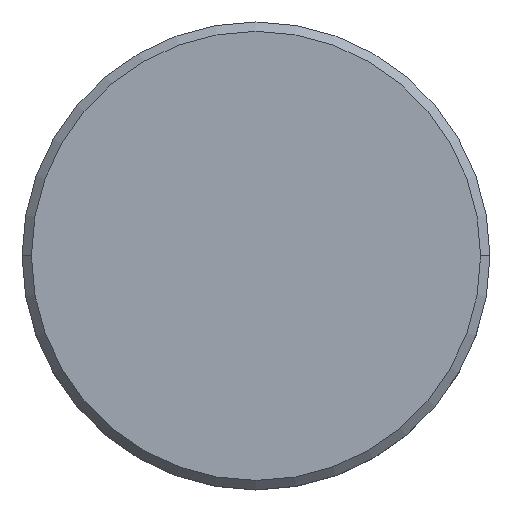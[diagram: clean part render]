
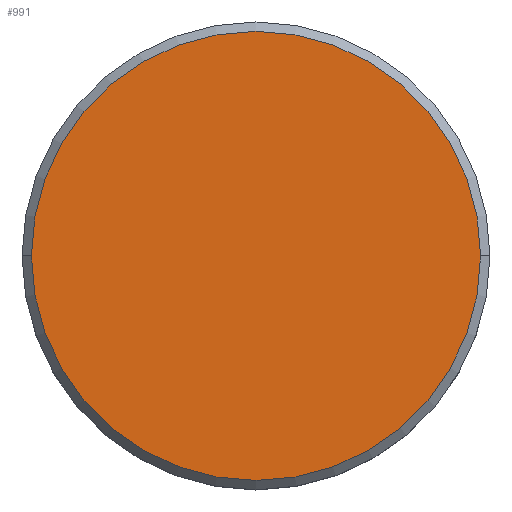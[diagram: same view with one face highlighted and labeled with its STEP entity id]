
A CAD part, top view. The second image highlights one B-rep face of the part: STEP entity #991.
In plain terms, the highlighted planar face has unit normal (0, 0, 1).
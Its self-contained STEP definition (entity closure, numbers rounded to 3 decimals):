
#45 = CIRCLE ( 'NONE', #656, 12. ) ;
#128 = DIRECTION ( 'NONE',  ( 1., 0., 0. ) ) ;
#177 = AXIS2_PLACEMENT_3D ( 'NONE', #1050, #1058, #232 ) ;
#232 = DIRECTION ( 'NONE',  ( 1., 0., 0. ) ) ;
#313 = CARTESIAN_POINT ( 'NONE',  ( 0., 0., 0. ) ) ;
#394 = ORIENTED_EDGE ( 'NONE', *, *, #837, .T. ) ;
#405 = CARTESIAN_POINT ( 'NONE',  ( 12., 0., 0. ) ) ;
#496 = EDGE_LOOP ( 'NONE', ( #394, #618 ) ) ;
#526 = VERTEX_POINT ( 'NONE', #1010 ) ;
#546 = VERTEX_POINT ( 'NONE', #405 ) ;
#618 = ORIENTED_EDGE ( 'NONE', *, *, #1006, .T. ) ;
#656 = AXIS2_PLACEMENT_3D ( 'NONE', #740, #1116, #841 ) ;
#689 = PLANE ( 'NONE',  #177 ) ;
#740 = CARTESIAN_POINT ( 'NONE',  ( 0., 0., 0. ) ) ;
#762 = DIRECTION ( 'NONE',  ( 0., 0., 1. ) ) ;
#837 = EDGE_CURVE ( 'NONE', #526, #546, #45, .T. ) ;
#840 = AXIS2_PLACEMENT_3D ( 'NONE', #313, #762, #128 ) ;
#841 = DIRECTION ( 'NONE',  ( 1., 0., 0. ) ) ;
#962 = FACE_OUTER_BOUND ( 'NONE', #496, .T. ) ;
#969 = CIRCLE ( 'NONE', #840, 12. ) ;
#991 = ADVANCED_FACE ( 'NONE', ( #962 ), #689, .T. ) ;
#1006 = EDGE_CURVE ( 'NONE', #546, #526, #969, .T. ) ;
#1010 = CARTESIAN_POINT ( 'NONE',  ( -12., 0., 0. ) ) ;
#1050 = CARTESIAN_POINT ( 'NONE',  ( 0., 0., 0. ) ) ;
#1058 = DIRECTION ( 'NONE',  ( 0., 0., 1. ) ) ;
#1116 = DIRECTION ( 'NONE',  ( 0., 0., 1. ) ) ;
